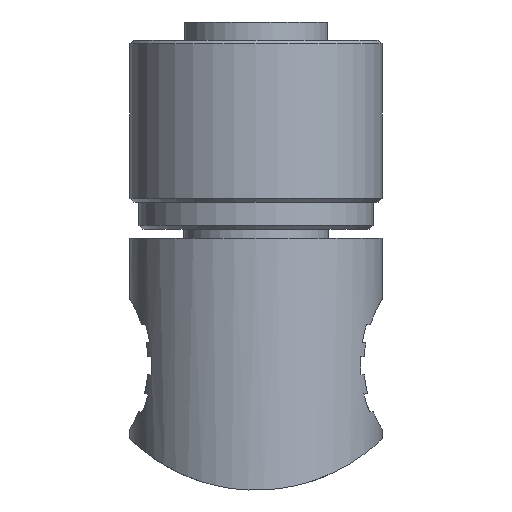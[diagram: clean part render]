
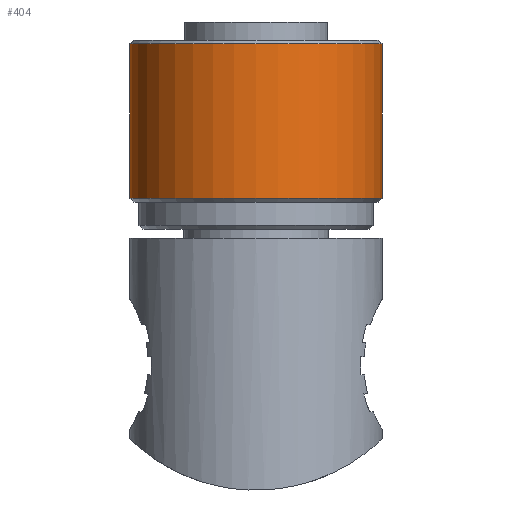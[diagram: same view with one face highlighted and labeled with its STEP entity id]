
A CAD part, front view. The second image highlights one B-rep face of the part: STEP entity #404.
In plain terms, the highlighted cylindrical face has radius 7 mm (diameter 14 mm), a full revolution.
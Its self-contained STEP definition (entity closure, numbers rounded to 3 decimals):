
#158=CYLINDRICAL_SURFACE('',#1592,7.);
#404=ADVANCED_FACE('',(#548,#549),#158,.T.);
#548=FACE_BOUND('',#650,.T.);
#549=FACE_BOUND('',#651,.T.);
#650=EDGE_LOOP('',(#918));
#651=EDGE_LOOP('',(#919));
#918=ORIENTED_EDGE('',*,*,#1362,.T.);
#919=ORIENTED_EDGE('',*,*,#1363,.T.);
#1203=VERTEX_POINT('',#2840);
#1204=VERTEX_POINT('',#2843);
#1362=EDGE_CURVE('',#1203,#1203,#1477,.T.);
#1363=EDGE_CURVE('',#1204,#1204,#1478,.T.);
#1477=CIRCLE('',#1589,7.);
#1478=CIRCLE('',#1591,7.);
#1589=AXIS2_PLACEMENT_3D('',#2839,#1877,#1878);
#1591=AXIS2_PLACEMENT_3D('',#2842,#1881,#1882);
#1592=AXIS2_PLACEMENT_3D('',#2844,#1883,#1884);
#1877=DIRECTION('',(0.,0.,-1.));
#1878=DIRECTION('',(1.,0.,0.));
#1881=DIRECTION('',(0.,0.,1.));
#1882=DIRECTION('',(-1.,0.,0.));
#1883=DIRECTION('',(0.,0.,-1.));
#1884=DIRECTION('',(-1.,0.,0.));
#2839=CARTESIAN_POINT('',(0.,0.,-1.2));
#2840=CARTESIAN_POINT('',(7.,0.,-1.2));
#2842=CARTESIAN_POINT('',(0.,0.,-9.8));
#2843=CARTESIAN_POINT('',(-7.,0.,-9.8));
#2844=CARTESIAN_POINT('',(0.,0.,-1.));
